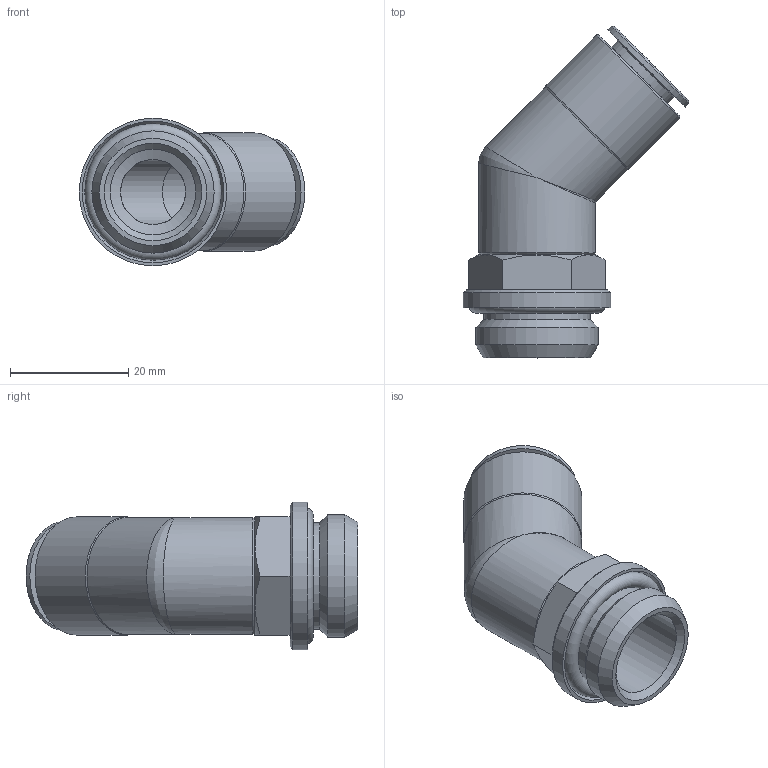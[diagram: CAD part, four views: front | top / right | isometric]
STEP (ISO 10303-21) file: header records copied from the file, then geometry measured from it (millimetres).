
FILE_DESCRIPTION(/* description */ ('STEP AP214'),/* implementation_level */ '2;1');
FILE_NAME(/* name */ 'A0060064-45',/* time_stamp */ '2023-04-13T09:46:40+02:00',/* author */ ('License CC BY-ND 4.0'),/* organization */ ('CADENAS'),/* preprocessor_version */ 'ST-DEVELOPER v19.3',/* originating_system */ 'PARTsolutions',/* authorisation */ ' ');
FILE_SCHEMA (('AUTOMOTIVE_DESIGN {1 0 10303 214 3 1 1}'));
Length unit declared in the file: metre
Products named in the file (4): A0060064-45; A0060064-45_PART3; A0060064-45_PART2; A0060064-45_PART1
Assembly tree (3 placements, depth 2):
  A0060064-45
    A0060064-45_PART3
    A0060064-45_PART2
    A0060064-45_PART1
Bounding box: 38.2 x 56.2 x 25 mm (x, y, z)
Volume: 11243.8 mm3; surface area: 7589.3 mm2
Topology: 3 solids, 3 shells, 49 faces, 106 edges, 63 vertices
Faces by surface type: cone 16, plane 15, cylinder 12, bspline 3, torus 3
Full cylindrical faces by diameter (mm): 11 x2, 12.15 x1, 13.5 x1, 14.5 x1, 18 x1, 18.5 x1, 19.8 x2, 20 x1, 20.7 x1, 25 x1
Entity records: 1936 total; most frequent: CARTESIAN_POINT 643, DIRECTION 188, ORIENTED_EDGE 132, AXIS2_PLACEMENT_3D 88, FACE_BOUND 86, EDGE_LOOP 85, EDGE_CURVE 66, VERTEX_POINT 58
